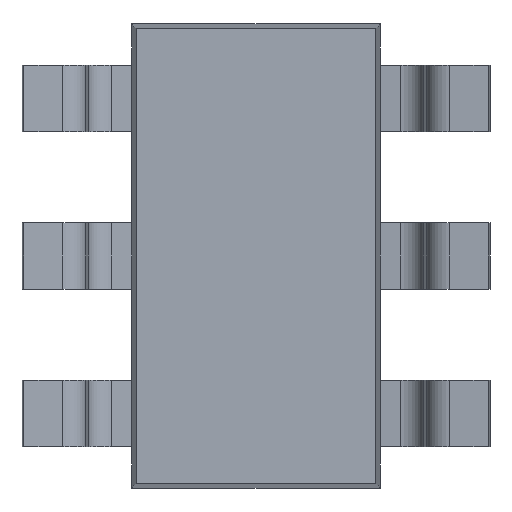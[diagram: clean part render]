
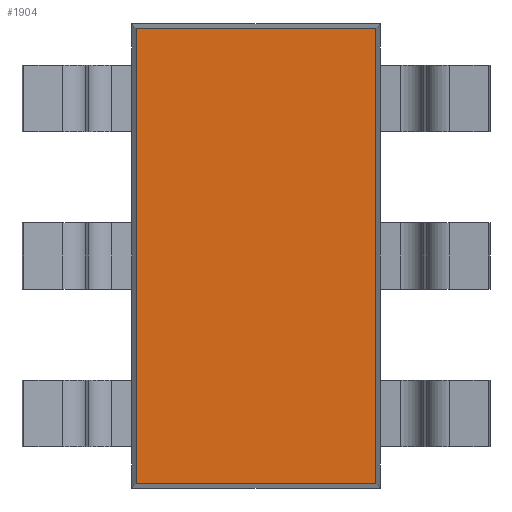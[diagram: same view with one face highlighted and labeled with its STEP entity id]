
A CAD part, front view. The second image highlights one B-rep face of the part: STEP entity #1904.
In plain terms, the highlighted planar face has unit normal (0, -1, 0).
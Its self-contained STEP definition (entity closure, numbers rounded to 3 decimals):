
#161=PLANE('',#2076);
#261=FACE_OUTER_BOUND('',#361,.T.);
#361=EDGE_LOOP('',(#1741,#1742,#1743,#1744));
#559=LINE('',#3088,#768);
#563=LINE('',#3094,#772);
#565=LINE('',#3098,#774);
#568=LINE('',#3102,#777);
#768=VECTOR('',#2557,10.);
#772=VECTOR('',#2563,10.);
#774=VECTOR('',#2567,10.);
#777=VECTOR('',#2572,10.);
#996=VERTEX_POINT('',#3086);
#997=VERTEX_POINT('',#3087);
#998=VERTEX_POINT('',#3093);
#999=VERTEX_POINT('',#3097);
#1245=EDGE_CURVE('',#996,#997,#559,.T.);
#1249=EDGE_CURVE('',#997,#998,#563,.T.);
#1251=EDGE_CURVE('',#998,#999,#565,.T.);
#1254=EDGE_CURVE('',#999,#996,#568,.T.);
#1741=ORIENTED_EDGE('',*,*,#1245,.F.);
#1742=ORIENTED_EDGE('',*,*,#1254,.F.);
#1743=ORIENTED_EDGE('',*,*,#1251,.F.);
#1744=ORIENTED_EDGE('',*,*,#1249,.F.);
#1904=ADVANCED_FACE('',(#261),#161,.T.);
#2076=AXIS2_PLACEMENT_3D('',#3103,#2573,#2574);
#2557=DIRECTION('',(1.,0.,0.));
#2563=DIRECTION('',(0.,0.,-1.));
#2567=DIRECTION('',(-1.,0.,0.));
#2572=DIRECTION('',(0.,0.,1.));
#2573=DIRECTION('center_axis',(0.,-1.,0.));
#2574=DIRECTION('ref_axis',(0.,0.,-1.));
#3086=CARTESIAN_POINT('',(-0.722,-0.4,1.372));
#3087=CARTESIAN_POINT('',(0.722,-0.4,1.372));
#3088=CARTESIAN_POINT('',(0.75,-0.4,1.372));
#3093=CARTESIAN_POINT('',(0.722,-0.4,-1.372));
#3094=CARTESIAN_POINT('',(0.722,-0.4,-1.4));
#3097=CARTESIAN_POINT('',(-0.722,-0.4,-1.372));
#3098=CARTESIAN_POINT('',(-0.75,-0.4,-1.372));
#3102=CARTESIAN_POINT('',(-0.722,-0.4,1.4));
#3103=CARTESIAN_POINT('Origin',(0.,-0.4,0.));
